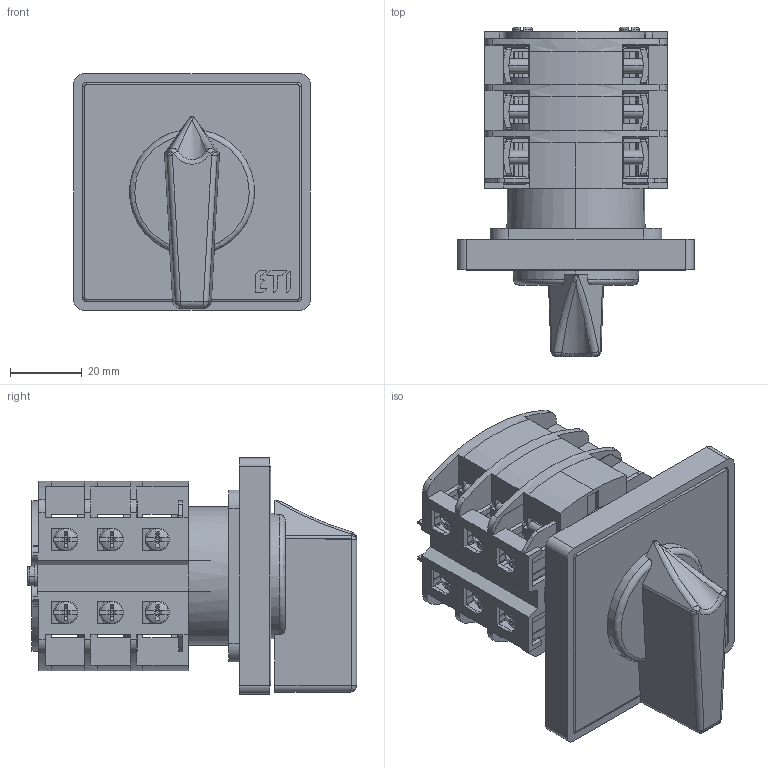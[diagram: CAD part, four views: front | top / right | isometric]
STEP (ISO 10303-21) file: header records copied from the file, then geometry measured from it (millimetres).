
FILE_DESCRIPTION((''),'2;1');
FILE_NAME('004773019_CS_32_3P_ASM','2021-10-01T',('marketing.praksa'),('Audax d.o.o.'),'CREO PARAMETRIC BY PTC INC, 2017480','CREO PARAMETRIC BY PTC INC, 2017480','');
FILE_SCHEMA(('AUTOMOTIVE_DESIGN { 1 0 10303 214 1 1 1 1 }'));
Products named in the file (53): COPPER-TOP_1_1_2_3; ASM1747_ASM_1_1_2_3_ASM; PRT9566_1_1_2_3_4_5_6_7_8_1; PRT9566_1_1_2_3_4_5_6_7_8_2; PRT9566_1_1_2_3_4_5_6_7_8_ASM; PRT9567_1_1_2_3_4_5_6_1; PRT9567_1_1_2_3_4_5_6_2; PRT9567_1_1_2_3_4_5_6_ASM; ASM0106_ASM_1_1_2_3_ASM; COPPER-BOTTOM_1_1_2_3_4_1; COPPER-BOTTOM_1_1_2_3_4_2; COPPER-BOTTOM_1_1_2_3_4_ASM; ASM0109_ASM_1_1_2_3_ASM; COPPER-TOP_1_1_1_2; ASM1747_ASM_1_ASM_1_1_ASM; PRT9566_1_1_1_1; PRT9566_1_2_1_1; PRT9566_1_ASM_1_1_ASM; PRT9567_1_1_1_1; PRT9567_1_2_1_1; PRT9567_1_ASM_1_1_ASM; ASM0106_ASM_1_ASM_1_1_ASM; COPPER-BOTTOM_1_1_1_1; COPPER-BOTTOM_1_2_1_1; COPPER-BOTTOM_1_ASM_1_1_ASM; ASM0109_ASM_1_ASM_1_1_ASM; ALLUMINUM-BOTTOM-2-SCREWS_1_1_5; ALLUMINUM-BOTTOM-2-SCREWS_1_2_2; ALLUMINUM-BOTTOM-2-SCREWS_1_A_1_ASM; COPPER-TOP_1_1_1_1; ASM1747_ASM_1_ASM_1_ASM_1_ASM; PRT9566_1_1_1_1_1; PRT9566_1_2_1_1_1; PRT9566_1_ASM_1_ASM_1_ASM; PRT9567_1_1_1_1_1; PRT9567_1_2_1_1_1; PRT9567_1_ASM_1_ASM_1_ASM; ASM0106_ASM_1_ASM_1_ASM_1_ASM; COPPER-BOTTOM_1_1_1_1_1; COPPER-BOTTOM_1_2_1_1_1 ...
Assembly tree (64 placements, depth 5):
  004773019_CS_32_3P_ASM
    BOTTOM_ASM_1_1_ASM
      ASM1747_ASM_1_1_2_3_ASM
        COPPER-TOP_1_1_2_3  x4
      ASM0106_ASM_1_1_2_3_ASM
        PRT9566_1_1_2_3_4_5_6_7_8_ASM
          PRT9566_1_1_2_3_4_5_6_7_8_1
          PRT9566_1_1_2_3_4_5_6_7_8_2
        PRT9567_1_1_2_3_4_5_6_ASM
          PRT9567_1_1_2_3_4_5_6_1
          PRT9567_1_1_2_3_4_5_6_2
      ASM0109_ASM_1_1_2_3_ASM
        COPPER-BOTTOM_1_1_2_3_4_ASM  x2
          COPPER-BOTTOM_1_1_2_3_4_1
          COPPER-BOTTOM_1_1_2_3_4_2
      ASM1747_ASM_1_ASM_1_1_ASM
        COPPER-TOP_1_1_1_2  x4
      ASM0106_ASM_1_ASM_1_1_ASM
        PRT9566_1_ASM_1_1_ASM
          PRT9566_1_1_1_1
          PRT9566_1_2_1_1
        PRT9567_1_ASM_1_1_ASM
          PRT9567_1_1_1_1
          PRT9567_1_2_1_1
      ASM0109_ASM_1_ASM_1_1_ASM
        COPPER-BOTTOM_1_ASM_1_1_ASM  x2
          COPPER-BOTTOM_1_1_1_1
          COPPER-BOTTOM_1_2_1_1
      ALLUMINUM-BOTTOM-2-SCREWS_1_A_1_ASM
        ALLUMINUM-BOTTOM-2-SCREWS_1_1_5
        ALLUMINUM-BOTTOM-2-SCREWS_1_2_2
      ASM1747_ASM_1_ASM_1_ASM_1_ASM
        COPPER-TOP_1_1_1_1  x4
      ASM0106_ASM_1_ASM_1_ASM_1_ASM
        PRT9566_1_ASM_1_ASM_1_ASM
          PRT9566_1_1_1_1_1
          PRT9566_1_2_1_1_1
        PRT9567_1_ASM_1_ASM_1_ASM
          PRT9567_1_1_1_1_1
          PRT9567_1_2_1_1_1
      ASM0109_ASM_1_ASM_1_ASM_1_ASM
        COPPER-BOTTOM_1_ASM_1_ASM_1_ASM  x2
          COPPER-BOTTOM_1_1_1_1_1
          COPPER-BOTTOM_1_2_1_1_1
      PS_32_ONE_BLOCK_1_1_2_3_4_5_6_1
    BLACK-SWITCH_1_1_2_3
    BLACK-FRAME_1_1_2_3
    WHITE-FRONT-EMPTY_1_1_2_3
    PRT9562_1_1_2_3_4_5_6_7_8_ASM
      PRT9562_1_1_2_3_4_5_6_7_8_1
      PRT9562_1_1_2_3_4_5_6_7_8_2
      PRT9562_1_1_2_3_4_5_6_7_8_3
    BEIGE-MIDDLE-NOHOLES_1_1_2_3
Bounding box: 66 x 92.1 x 66 mm (x, y, z)
Volume: 120134.7 mm3; surface area: 81139.2 mm2
Topology: 46 solids, 46 shells, 2801 faces, 8019 edges, 5260 vertices
Faces by surface type: plane 2091, cylinder 640, torus 30, sphere 28, bspline 12
Entity records: 124461 total; most frequent: CARTESIAN_POINT 17344, ORIENTED_EDGE 14836, DIRECTION 14249, PRESENTATION_STYLE_ASSIGNMENT 9179, STYLED_ITEM 9179, CURVE_STYLE 7418, EDGE_CURVE 7418, VECTOR 5651
